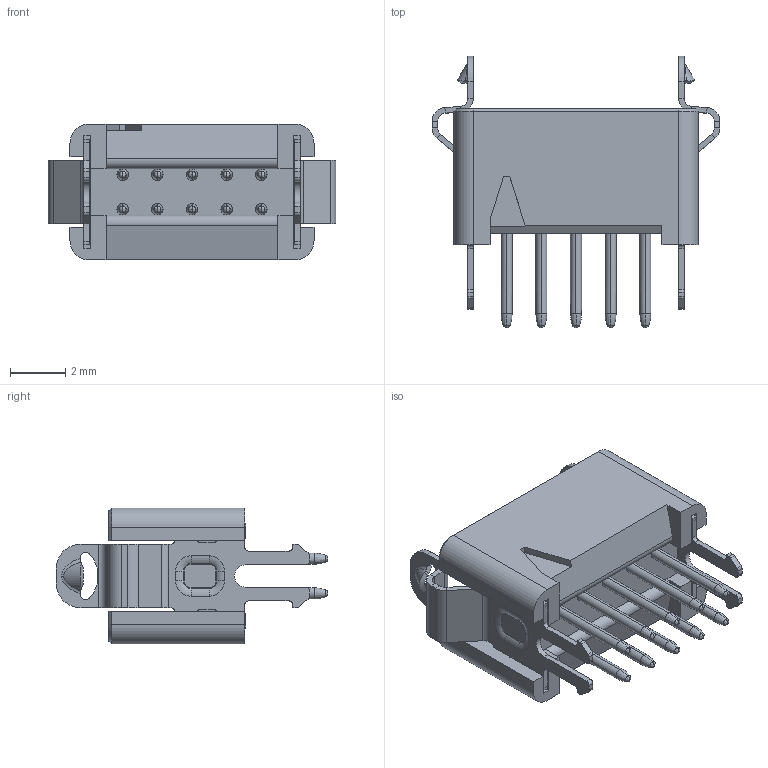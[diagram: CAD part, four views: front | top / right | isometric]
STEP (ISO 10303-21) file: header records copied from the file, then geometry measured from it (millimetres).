
FILE_DESCRIPTION((''),'2;1');
FILE_NAME('G125-MV11005L1P_ASM','2013-08-27T',('sflower'),(''),'PRO/ENGINEER BY PARAMETRIC TECHNOLOGY CORPORATION, 2013150','PRO/ENGINEER BY PARAMETRIC TECHNOLOGY CORPORATION, 2013150','');
FILE_SCHEMA(('CONFIG_CONTROL_DESIGN'));
Length unit declared in the file: millimetre
Products named in the file (4): G125-3011096; G125-1030005; G125-414; G125-MV11005L1P_ASM
Assembly tree (13 placements, depth 2):
  G125-MV11005L1P_ASM
    G125-3011096
    G125-1030005  x10
    G125-414  x2
Bounding box: 10.38 x 9.8 x 4.9 mm (x, y, z)
Volume: 110.2 mm3; surface area: 468.7 mm2
Topology: 13 solids, 13 shells, 1895 faces, 4372 edges, 2498 vertices
Faces by surface type: bspline 1146, plane 313, cylinder 216, torus 212, cone 8
Entity records: 20695 total; most frequent: CARTESIAN_POINT 7208, ORIENTED_EDGE 2220, DIRECTION 1946, PRESENTATION_STYLE_ASSIGNMENT 1115, STYLED_ITEM 1115, CURVE_STYLE 1110, EDGE_CURVE 1110, AXIS2_PLACEMENT_3D 711
